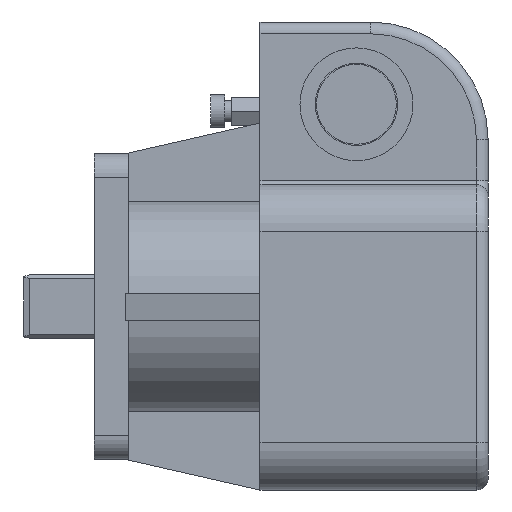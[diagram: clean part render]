
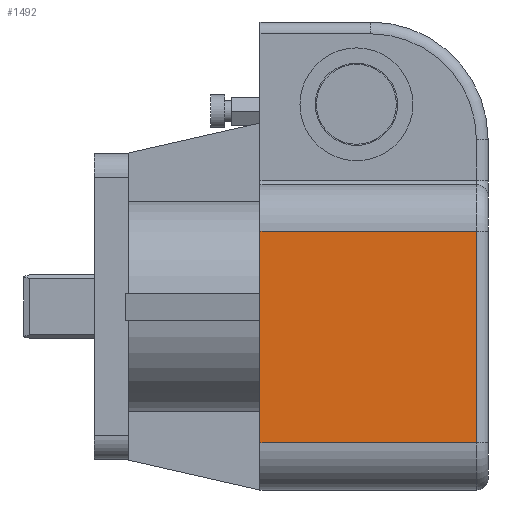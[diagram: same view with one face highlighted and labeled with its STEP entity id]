
A CAD part, left-side view. The second image highlights one B-rep face of the part: STEP entity #1492.
In plain terms, the highlighted planar face has unit normal (-1, 0, 0).
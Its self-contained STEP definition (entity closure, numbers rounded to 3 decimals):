
#275 = CARTESIAN_POINT ( 'NONE',  ( -92.5, -32.5, -58. ) ) ;
#545 = CARTESIAN_POINT ( 'NONE',  ( -92.5, 59.5, -58. ) ) ;
#666 = VECTOR ( 'NONE', #5590, 1000. ) ;
#839 = CARTESIAN_POINT ( 'NONE',  ( -92.5, 59.5, 32.1 ) ) ;
#1273 = EDGE_CURVE ( 'NONE', #5307, #7919, #7384, .T. ) ;
#1492 = ADVANCED_FACE ( 'NONE', ( #6723 ), #5457, .T. ) ;
#1673 = ORIENTED_EDGE ( 'NONE', *, *, #1916, .F. ) ;
#1916 = EDGE_CURVE ( 'NONE', #6742, #4458, #1929, .T. ) ;
#1929 = LINE ( 'NONE', #4669, #4021 ) ;
#1942 = LINE ( 'NONE', #2672, #666 ) ;
#2027 = CARTESIAN_POINT ( 'NONE',  ( -92.5, -476.709, -58. ) ) ;
#2433 = CARTESIAN_POINT ( 'NONE',  ( -92.5, -476.709, 32.1 ) ) ;
#2478 = DIRECTION ( 'NONE',  ( 0., 1., 0. ) ) ;
#2672 = CARTESIAN_POINT ( 'NONE',  ( -92.5, -476.709, -58. ) ) ;
#2862 = AXIS2_PLACEMENT_3D ( 'NONE', #2027, #8806, #4080 ) ;
#3567 = ORIENTED_EDGE ( 'NONE', *, *, #1273, .T. ) ;
#3918 = EDGE_LOOP ( 'NONE', ( #7530, #1673, #6946, #3567 ) ) ;
#4021 = VECTOR ( 'NONE', #6799, 1000. ) ;
#4080 = DIRECTION ( 'NONE',  ( 0., 0., 1. ) ) ;
#4458 = VERTEX_POINT ( 'NONE', #839 ) ;
#4580 = LINE ( 'NONE', #2433, #7648 ) ;
#4669 = CARTESIAN_POINT ( 'NONE',  ( -92.5, 59.5, -58. ) ) ;
#5040 = EDGE_CURVE ( 'NONE', #7919, #4458, #4580, .T. ) ;
#5307 = VERTEX_POINT ( 'NONE', #275 ) ;
#5457 = PLANE ( 'NONE',  #2862 ) ;
#5590 = DIRECTION ( 'NONE',  ( 0., 1., 0. ) ) ;
#6018 = CARTESIAN_POINT ( 'NONE',  ( -92.5, -32.5, 32.1 ) ) ;
#6167 = CARTESIAN_POINT ( 'NONE',  ( -92.5, -32.5, 32.1 ) ) ;
#6723 = FACE_OUTER_BOUND ( 'NONE', #3918, .T. ) ;
#6742 = VERTEX_POINT ( 'NONE', #545 ) ;
#6799 = DIRECTION ( 'NONE',  ( 0., 0., 1. ) ) ;
#6883 = EDGE_CURVE ( 'NONE', #5307, #6742, #1942, .T. ) ;
#6946 = ORIENTED_EDGE ( 'NONE', *, *, #6883, .F. ) ;
#7384 = LINE ( 'NONE', #6167, #8287 ) ;
#7530 = ORIENTED_EDGE ( 'NONE', *, *, #5040, .T. ) ;
#7648 = VECTOR ( 'NONE', #2478, 1000. ) ;
#7919 = VERTEX_POINT ( 'NONE', #6018 ) ;
#8235 = DIRECTION ( 'NONE',  ( 0., 0., 1. ) ) ;
#8287 = VECTOR ( 'NONE', #8235, 1000. ) ;
#8806 = DIRECTION ( 'NONE',  ( -1., 0., 0. ) ) ;
